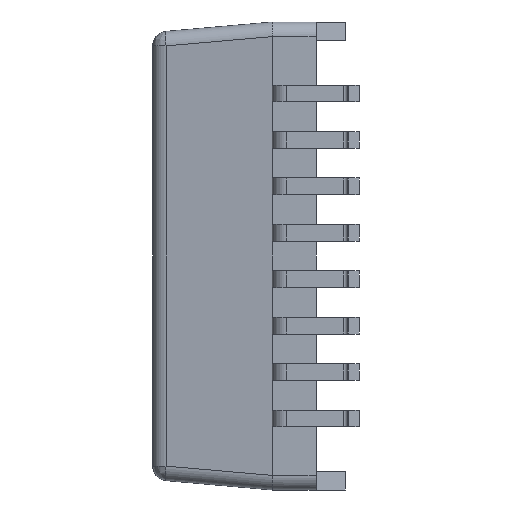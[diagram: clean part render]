
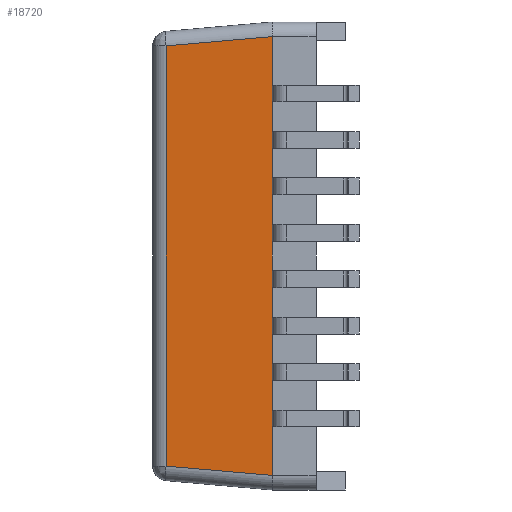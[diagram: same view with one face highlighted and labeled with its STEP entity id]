
A CAD part, left-side view. The second image highlights one B-rep face of the part: STEP entity #18720.
In plain terms, the highlighted planar face has unit normal (-0.996, 0.087, 0).
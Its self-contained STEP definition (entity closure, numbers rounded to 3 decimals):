
#16281 = CYLINDRICAL_SURFACE('',#16282,0.4);
#16282 = AXIS2_PLACEMENT_3D('',#16283,#16284,#16285);
#16283 = CARTESIAN_POINT('',(-3.05,2.38,-6.));
#16284 = DIRECTION('',(0.,-1.,0.));
#16285 = DIRECTION('',(1.,0.,0.));
#16812 = CYLINDRICAL_SURFACE('',#16813,0.4);
#16813 = AXIS2_PLACEMENT_3D('',#16814,#16815,#16816);
#16814 = CARTESIAN_POINT('',(-3.05,2.38,6.));
#16815 = DIRECTION('',(0.,-1.,0.));
#16816 = DIRECTION('',(1.,0.,0.));
#17095 = VERTEX_POINT('',#17096);
#17096 = CARTESIAN_POINT('',(-3.45,2.38,-6.));
#17110 = PLANE('',#17111);
#17111 = AXIS2_PLACEMENT_3D('',#17112,#17113,#17114);
#17112 = CARTESIAN_POINT('',(-3.45,2.38,6.4));
#17113 = DIRECTION('',(1.,0.,0.));
#17114 = DIRECTION('',(0.,0.,-1.));
#17122 = EDGE_CURVE('',#17123,#17095,#17125,.T.);
#17123 = VERTEX_POINT('',#17124);
#17124 = CARTESIAN_POINT('',(-3.45,2.38,
    -6.002));
#17125 = SURFACE_CURVE('',#17126,(#17131,#17137),.PCURVE_S1.);
#17126 = B_SPLINE_CURVE_WITH_KNOTS('',3,(#17127,#17128,#17129,#17130),
  .UNSPECIFIED.,.F.,.F.,(4,4),(0.,1.),.PIECEWISE_BEZIER_KNOTS.);
#17127 = CARTESIAN_POINT('',(-3.45,2.38,
    -6.002));
#17128 = CARTESIAN_POINT('',(-3.45,2.38,
    -6.001));
#17129 = CARTESIAN_POINT('',(-3.45,2.38,-6.001));
#17130 = CARTESIAN_POINT('',(-3.45,2.38,-6.));
#17131 = PCURVE('',#16281,#17132);
#17132 = DEFINITIONAL_REPRESENTATION('',(#17133),#17136);
#17133 = B_SPLINE_CURVE_WITH_KNOTS('',1,(#17134,#17135),.UNSPECIFIED.,
  .F.,.F.,(2,2),(0.,1.),.PIECEWISE_BEZIER_KNOTS.);
#17134 = CARTESIAN_POINT('',(3.145,0.));
#17135 = CARTESIAN_POINT('',(3.142,0.));
#17136 = ( GEOMETRIC_REPRESENTATION_CONTEXT(2) 
PARAMETRIC_REPRESENTATION_CONTEXT() REPRESENTATION_CONTEXT('2D SPACE',''
  ) );
#17137 = PCURVE('',#17138,#17143);
#17138 = PLANE('',#17139);
#17139 = AXIS2_PLACEMENT_3D('',#17140,#17141,#17142);
#17140 = CARTESIAN_POINT('',(-3.45,2.38,-6.4));
#17141 = DIRECTION('',(-0.996,0.087,
    0.));
#17142 = DIRECTION('',(-0.087,-0.996,
    0.));
#17143 = DEFINITIONAL_REPRESENTATION('',(#17144),#17149);
#17144 = B_SPLINE_CURVE_WITH_KNOTS('',3,(#17145,#17146,#17147,#17148),
  .UNSPECIFIED.,.F.,.F.,(4,4),(0.,1.),.PIECEWISE_BEZIER_KNOTS.);
#17145 = CARTESIAN_POINT('',(0.,0.398));
#17146 = CARTESIAN_POINT('',(0.,0.399));
#17147 = CARTESIAN_POINT('',(0.,0.399));
#17148 = CARTESIAN_POINT('',(0.,0.4));
#17149 = ( GEOMETRIC_REPRESENTATION_CONTEXT(2) 
PARAMETRIC_REPRESENTATION_CONTEXT() REPRESENTATION_CONTEXT('2D SPACE',''
  ) );
#17188 = CYLINDRICAL_SURFACE('',#17189,0.4);
#17189 = AXIS2_PLACEMENT_3D('',#17190,#17191,#17192);
#17190 = CARTESIAN_POINT('',(-3.055,2.311,
    -6.005));
#17191 = DIRECTION('',(-0.087,-0.992,
    -0.087));
#17192 = DIRECTION('',(0.996,-0.087,
    0.));
#17542 = EDGE_CURVE('',#17543,#17545,#17547,.T.);
#17543 = VERTEX_POINT('',#17544);
#17544 = CARTESIAN_POINT('',(-3.45,2.38,6.));
#17545 = VERTEX_POINT('',#17546);
#17546 = CARTESIAN_POINT('',(-3.45,2.38,
    6.002));
#17547 = SURFACE_CURVE('',#17548,(#17553,#17559),.PCURVE_S1.);
#17548 = B_SPLINE_CURVE_WITH_KNOTS('',3,(#17549,#17550,#17551,#17552),
  .UNSPECIFIED.,.F.,.F.,(4,4),(0.,1.),.PIECEWISE_BEZIER_KNOTS.);
#17549 = CARTESIAN_POINT('',(-3.45,2.38,6.));
#17550 = CARTESIAN_POINT('',(-3.45,2.38,6.001));
#17551 = CARTESIAN_POINT('',(-3.45,2.38,
    6.001));
#17552 = CARTESIAN_POINT('',(-3.45,2.38,
    6.002));
#17553 = PCURVE('',#16812,#17554);
#17554 = DEFINITIONAL_REPRESENTATION('',(#17555),#17558);
#17555 = B_SPLINE_CURVE_WITH_KNOTS('',1,(#17556,#17557),.UNSPECIFIED.,
  .F.,.F.,(2,2),(0.,1.),.PIECEWISE_BEZIER_KNOTS.);
#17556 = CARTESIAN_POINT('',(3.142,0.));
#17557 = CARTESIAN_POINT('',(3.138,0.));
#17558 = ( GEOMETRIC_REPRESENTATION_CONTEXT(2) 
PARAMETRIC_REPRESENTATION_CONTEXT() REPRESENTATION_CONTEXT('2D SPACE',''
  ) );
#17559 = PCURVE('',#17138,#17560);
#17560 = DEFINITIONAL_REPRESENTATION('',(#17561),#17566);
#17561 = B_SPLINE_CURVE_WITH_KNOTS('',3,(#17562,#17563,#17564,#17565),
  .UNSPECIFIED.,.F.,.F.,(4,4),(0.,1.),.PIECEWISE_BEZIER_KNOTS.);
#17562 = CARTESIAN_POINT('',(0.,12.4));
#17563 = CARTESIAN_POINT('',(0.,12.401));
#17564 = CARTESIAN_POINT('',(0.,12.401));
#17565 = CARTESIAN_POINT('',(0.,12.402));
#17566 = ( GEOMETRIC_REPRESENTATION_CONTEXT(2) 
PARAMETRIC_REPRESENTATION_CONTEXT() REPRESENTATION_CONTEXT('2D SPACE',''
  ) );
#17675 = CYLINDRICAL_SURFACE('',#17676,0.4);
#17676 = AXIS2_PLACEMENT_3D('',#17677,#17678,#17679);
#17677 = CARTESIAN_POINT('',(-3.055,2.311,
    6.005));
#17678 = DIRECTION('',(-0.087,-0.992,
    0.087));
#17679 = DIRECTION('',(0.,0.087,
    0.996));
#17995 = VERTEX_POINT('',#17996);
#17996 = CARTESIAN_POINT('',(-3.196,5.285,
    -5.747));
#18059 = EDGE_CURVE('',#17123,#17995,#18060,.T.);
#18060 = SURFACE_CURVE('',#18061,(#18065,#18072),.PCURVE_S1.);
#18061 = LINE('',#18062,#18063);
#18062 = CARTESIAN_POINT('',(-3.453,2.346,
    -6.005));
#18063 = VECTOR('',#18064,1.);
#18064 = DIRECTION('',(0.087,0.992,
    0.087));
#18065 = PCURVE('',#17188,#18066);
#18066 = DEFINITIONAL_REPRESENTATION('',(#18067),#18071);
#18067 = LINE('',#18068,#18069);
#18068 = CARTESIAN_POINT('',(3.142,0.));
#18069 = VECTOR('',#18070,1.);
#18070 = DIRECTION('',(0.,-1.));
#18071 = ( GEOMETRIC_REPRESENTATION_CONTEXT(2) 
PARAMETRIC_REPRESENTATION_CONTEXT() REPRESENTATION_CONTEXT('2D SPACE',''
  ) );
#18072 = PCURVE('',#17138,#18073);
#18073 = DEFINITIONAL_REPRESENTATION('',(#18074),#18078);
#18074 = LINE('',#18075,#18076);
#18075 = CARTESIAN_POINT('',(0.034,0.395));
#18076 = VECTOR('',#18077,1.);
#18077 = DIRECTION('',(-0.996,0.087));
#18078 = ( GEOMETRIC_REPRESENTATION_CONTEXT(2) 
PARAMETRIC_REPRESENTATION_CONTEXT() REPRESENTATION_CONTEXT('2D SPACE',''
  ) );
#18085 = EDGE_CURVE('',#17095,#17543,#18086,.T.);
#18086 = SURFACE_CURVE('',#18087,(#18091,#18098),.PCURVE_S1.);
#18087 = LINE('',#18088,#18089);
#18088 = CARTESIAN_POINT('',(-3.45,2.38,6.4));
#18089 = VECTOR('',#18090,1.);
#18090 = DIRECTION('',(0.,0.,1.));
#18091 = PCURVE('',#17110,#18092);
#18092 = DEFINITIONAL_REPRESENTATION('',(#18093),#18097);
#18093 = LINE('',#18094,#18095);
#18094 = CARTESIAN_POINT('',(0.,0.));
#18095 = VECTOR('',#18096,1.);
#18096 = DIRECTION('',(-1.,0.));
#18097 = ( GEOMETRIC_REPRESENTATION_CONTEXT(2) 
PARAMETRIC_REPRESENTATION_CONTEXT() REPRESENTATION_CONTEXT('2D SPACE',''
  ) );
#18098 = PCURVE('',#17138,#18099);
#18099 = DEFINITIONAL_REPRESENTATION('',(#18100),#18104);
#18100 = LINE('',#18101,#18102);
#18101 = CARTESIAN_POINT('',(0.,12.8));
#18102 = VECTOR('',#18103,1.);
#18103 = DIRECTION('',(0.,1.));
#18104 = ( GEOMETRIC_REPRESENTATION_CONTEXT(2) 
PARAMETRIC_REPRESENTATION_CONTEXT() REPRESENTATION_CONTEXT('2D SPACE',''
  ) );
#18376 = VERTEX_POINT('',#18377);
#18377 = CARTESIAN_POINT('',(-3.196,5.285,5.747
    ));
#18438 = EDGE_CURVE('',#18376,#17545,#18439,.T.);
#18439 = SURFACE_CURVE('',#18440,(#18444,#18451),.PCURVE_S1.);
#18440 = LINE('',#18441,#18442);
#18441 = CARTESIAN_POINT('',(-3.453,2.346,
    6.005));
#18442 = VECTOR('',#18443,1.);
#18443 = DIRECTION('',(-0.087,-0.992,
    0.087));
#18444 = PCURVE('',#17675,#18445);
#18445 = DEFINITIONAL_REPRESENTATION('',(#18446),#18450);
#18446 = LINE('',#18447,#18448);
#18447 = CARTESIAN_POINT('',(1.563,0.));
#18448 = VECTOR('',#18449,1.);
#18449 = DIRECTION('',(0.,1.));
#18450 = ( GEOMETRIC_REPRESENTATION_CONTEXT(2) 
PARAMETRIC_REPRESENTATION_CONTEXT() REPRESENTATION_CONTEXT('2D SPACE',''
  ) );
#18451 = PCURVE('',#17138,#18452);
#18452 = DEFINITIONAL_REPRESENTATION('',(#18453),#18457);
#18453 = LINE('',#18454,#18455);
#18454 = CARTESIAN_POINT('',(0.034,12.405));
#18455 = VECTOR('',#18456,1.);
#18456 = DIRECTION('',(0.996,0.087));
#18457 = ( GEOMETRIC_REPRESENTATION_CONTEXT(2) 
PARAMETRIC_REPRESENTATION_CONTEXT() REPRESENTATION_CONTEXT('2D SPACE',''
  ) );
#18708 = CYLINDRICAL_SURFACE('',#18709,0.4);
#18709 = AXIS2_PLACEMENT_3D('',#18710,#18711,#18712);
#18710 = CARTESIAN_POINT('',(-2.797,5.25,0.));
#18711 = DIRECTION('',(0.,0.,1.));
#18712 = DIRECTION('',(1.,0.,0.));
#18720 = ADVANCED_FACE('',(#18721),#17138,.T.);
#18721 = FACE_BOUND('',#18722,.T.);
#18722 = EDGE_LOOP('',(#18723,#18724,#18725,#18726,#18727,#18728));
#18723 = ORIENTED_EDGE('',*,*,#18059,.F.);
#18724 = ORIENTED_EDGE('',*,*,#17122,.T.);
#18725 = ORIENTED_EDGE('',*,*,#18085,.T.);
#18726 = ORIENTED_EDGE('',*,*,#17542,.T.);
#18727 = ORIENTED_EDGE('',*,*,#18438,.F.);
#18728 = ORIENTED_EDGE('',*,*,#18729,.T.);
#18729 = EDGE_CURVE('',#18376,#17995,#18730,.T.);
#18730 = SURFACE_CURVE('',#18731,(#18735,#18742),.PCURVE_S1.);
#18731 = LINE('',#18732,#18733);
#18732 = CARTESIAN_POINT('',(-3.196,5.285,-6.4));
#18733 = VECTOR('',#18734,1.);
#18734 = DIRECTION('',(0.,0.,-1.));
#18735 = PCURVE('',#17138,#18736);
#18736 = DEFINITIONAL_REPRESENTATION('',(#18737),#18741);
#18737 = LINE('',#18738,#18739);
#18738 = CARTESIAN_POINT('',(-2.916,0.));
#18739 = VECTOR('',#18740,1.);
#18740 = DIRECTION('',(0.,-1.));
#18741 = ( GEOMETRIC_REPRESENTATION_CONTEXT(2) 
PARAMETRIC_REPRESENTATION_CONTEXT() REPRESENTATION_CONTEXT('2D SPACE',''
  ) );
#18742 = PCURVE('',#18708,#18743);
#18743 = DEFINITIONAL_REPRESENTATION('',(#18744),#18748);
#18744 = LINE('',#18745,#18746);
#18745 = CARTESIAN_POINT('',(3.054,-6.4));
#18746 = VECTOR('',#18747,1.);
#18747 = DIRECTION('',(0.,-1.));
#18748 = ( GEOMETRIC_REPRESENTATION_CONTEXT(2) 
PARAMETRIC_REPRESENTATION_CONTEXT() REPRESENTATION_CONTEXT('2D SPACE',''
  ) );
